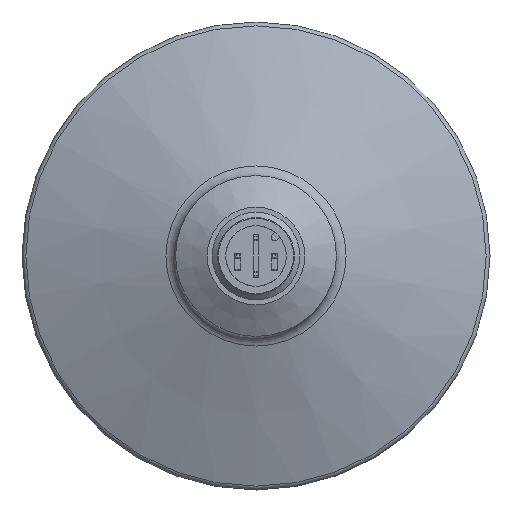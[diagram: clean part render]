
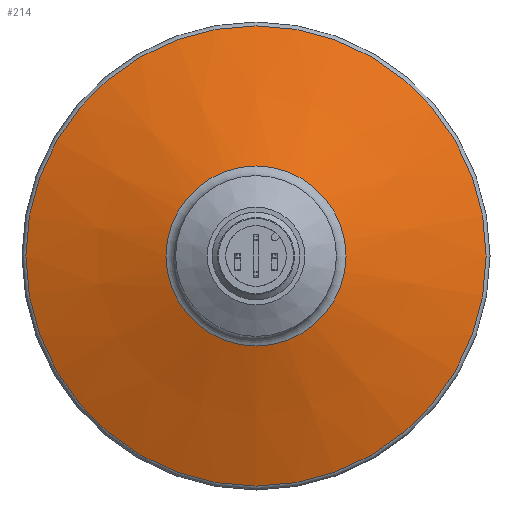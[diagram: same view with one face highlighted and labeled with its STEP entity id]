
A CAD part, front view. The second image highlights one B-rep face of the part: STEP entity #214.
In plain terms, the highlighted conical face has half-angle 70 degrees and reference radius 11 mm.
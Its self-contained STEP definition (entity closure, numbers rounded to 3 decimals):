
#214 = ADVANCED_FACE( '', ( #479, #480 ), #481, .T. );
#479 = FACE_OUTER_BOUND( '', #802, .T. );
#480 = FACE_BOUND( '', #803, .T. );
#481 = CONICAL_SURFACE( '', #804, 11., 1.222 );
#802 = EDGE_LOOP( '', ( #1378 ) );
#803 = EDGE_LOOP( '', ( #1379 ) );
#804 = AXIS2_PLACEMENT_3D( '', #1380, #1381, #1382 );
#1378 = ORIENTED_EDGE( '', *, *, #2058, .T. );
#1379 = ORIENTED_EDGE( '', *, *, #2059, .T. );
#1380 = CARTESIAN_POINT( '', ( 0., -10.493, 0. ) );
#1381 = DIRECTION( '', ( 0., 1., 0. ) );
#1382 = DIRECTION( '', ( 0., 0., 1. ) );
#2058 = EDGE_CURVE( '', #2526, #2526, #2527, .T. );
#2059 = EDGE_CURVE( '', #2528, #2528, #2529, .T. );
#2526 = VERTEX_POINT( '', #3150 );
#2527 = CIRCLE( '', #3151, 31.474 );
#2528 = VERTEX_POINT( '', #3152 );
#2529 = CIRCLE( '', #3153, 12.316 );
#3150 = CARTESIAN_POINT( '', ( 0., -3.042, -31.474 ) );
#3151 = AXIS2_PLACEMENT_3D( '', #3626, #3627, #3628 );
#3152 = CARTESIAN_POINT( '', ( 0., -10.014, 12.316 ) );
#3153 = AXIS2_PLACEMENT_3D( '', #3629, #3630, #3631 );
#3626 = CARTESIAN_POINT( '', ( 0., -3.042, 0. ) );
#3627 = DIRECTION( '', ( 0., -1., 0. ) );
#3628 = DIRECTION( '', ( 0., 0., -1. ) );
#3629 = CARTESIAN_POINT( '', ( 0., -10.014, 0. ) );
#3630 = DIRECTION( '', ( 0., 1., 0. ) );
#3631 = DIRECTION( '', ( 0., 0., 1. ) );
